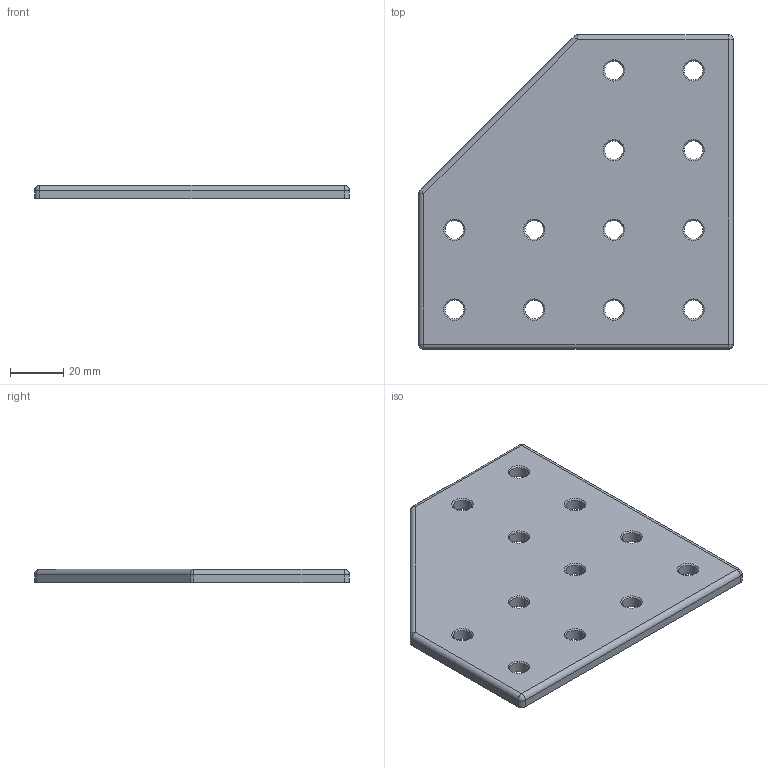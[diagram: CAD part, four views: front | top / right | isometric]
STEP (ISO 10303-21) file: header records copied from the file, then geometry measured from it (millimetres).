
FILE_DESCRIPTION(('FreeCAD Model'),'2;1');
FILE_NAME('Open CASCADE Shape Model','2024-03-20T10:52:07',(''),(''), 'Open CASCADE STEP processor 7.6','FreeCAD','Unknown');
FILE_SCHEMA(('AUTOMOTIVE_DESIGN { 1 0 10303 214 1 1 1 1 }'));
Length unit declared in the file: millimetre
Products named in the file (1): STI8-PL1208080
Bounding box: 118.5 x 118.5 x 5 mm (x, y, z)
Volume: 58719.1 mm3; surface area: 26643.5 mm2
Topology: 1 solids, 1 shells, 58 faces, 134 edges, 73 vertices
Faces by surface type: cone 24, cylinder 22, plane 7, sphere 5
Full cylindrical faces by diameter (mm): 7 x12
Entity records: 3498 total; most frequent: CARTESIAN_POINT 771, DIRECTION 528, ORIENTED_EDGE 258, PCURVE 258, DEFINITIONAL_REPRESENTATION 258, LINE 245, VECTOR 245, EDGE_CURVE 129
